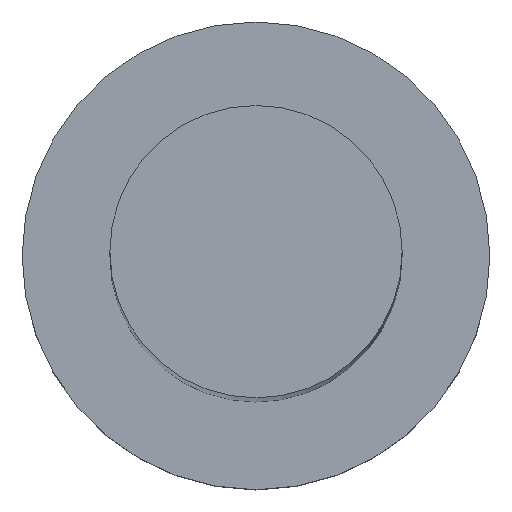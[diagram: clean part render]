
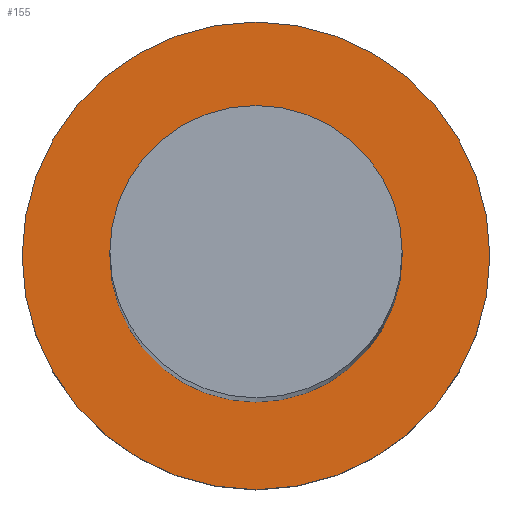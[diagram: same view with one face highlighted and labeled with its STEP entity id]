
A CAD part, top view. The second image highlights one B-rep face of the part: STEP entity #155.
In plain terms, the highlighted planar face has unit normal (0, 0, 1).
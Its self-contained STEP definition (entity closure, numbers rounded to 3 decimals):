
#4 = DIRECTION ( 'NONE',  ( 1., 0., 0. ) ) ;
#5 = CARTESIAN_POINT ( 'NONE',  ( -5., 0., 5. ) ) ;
#13 = AXIS2_PLACEMENT_3D ( 'NONE', #28, #238, #243 ) ;
#14 = EDGE_CURVE ( 'NONE', #219, #202, #179, .T. ) ;
#24 = CARTESIAN_POINT ( 'NONE',  ( 0., 0., 5. ) ) ;
#28 = CARTESIAN_POINT ( 'NONE',  ( 0., 0., 5. ) ) ;
#38 = ORIENTED_EDGE ( 'NONE', *, *, #239, .T. ) ;
#43 = VERTEX_POINT ( 'NONE', #86 ) ;
#44 = DIRECTION ( 'NONE',  ( 0., 0., 1. ) ) ;
#45 = CIRCLE ( 'NONE', #193, 5. ) ;
#47 = PLANE ( 'NONE',  #230 ) ;
#52 = CIRCLE ( 'NONE', #113, 8. ) ;
#53 = FACE_OUTER_BOUND ( 'NONE', #78, .T. ) ;
#67 = CARTESIAN_POINT ( 'NONE',  ( 5., 0., 5. ) ) ;
#69 = CARTESIAN_POINT ( 'NONE',  ( 0., 0., 5. ) ) ;
#71 = DIRECTION ( 'NONE',  ( 0., 0., 1. ) ) ;
#73 = CIRCLE ( 'NONE', #13, 8. ) ;
#78 = EDGE_LOOP ( 'NONE', ( #38, #250 ) ) ;
#81 = DIRECTION ( 'NONE',  ( 0., 0., 1. ) ) ;
#86 = CARTESIAN_POINT ( 'NONE',  ( -8., 0., 5. ) ) ;
#104 = CARTESIAN_POINT ( 'NONE',  ( 0., 0., 5. ) ) ;
#113 = AXIS2_PLACEMENT_3D ( 'NONE', #24, #44, #145 ) ;
#135 = EDGE_LOOP ( 'NONE', ( #233, #156 ) ) ;
#143 = CARTESIAN_POINT ( 'NONE',  ( 8., 0., 5. ) ) ;
#144 = EDGE_CURVE ( 'NONE', #184, #43, #52, .T. ) ;
#145 = DIRECTION ( 'NONE',  ( 1., 0., 0. ) ) ;
#155 = ADVANCED_FACE ( 'NONE', ( #241, #53 ), #47, .T. ) ;
#156 = ORIENTED_EDGE ( 'NONE', *, *, #196, .F. ) ;
#179 = CIRCLE ( 'NONE', #244, 5. ) ;
#183 = CARTESIAN_POINT ( 'NONE',  ( 0., 0., 5. ) ) ;
#184 = VERTEX_POINT ( 'NONE', #143 ) ;
#193 = AXIS2_PLACEMENT_3D ( 'NONE', #69, #71, #194 ) ;
#194 = DIRECTION ( 'NONE',  ( 1., 0., 0. ) ) ;
#196 = EDGE_CURVE ( 'NONE', #202, #219, #45, .T. ) ;
#202 = VERTEX_POINT ( 'NONE', #67 ) ;
#204 = DIRECTION ( 'NONE',  ( 1., 0., 0. ) ) ;
#219 = VERTEX_POINT ( 'NONE', #5 ) ;
#224 = DIRECTION ( 'NONE',  ( 0., 0., 1. ) ) ;
#230 = AXIS2_PLACEMENT_3D ( 'NONE', #104, #224, #4 ) ;
#233 = ORIENTED_EDGE ( 'NONE', *, *, #14, .F. ) ;
#238 = DIRECTION ( 'NONE',  ( 0., 0., 1. ) ) ;
#239 = EDGE_CURVE ( 'NONE', #43, #184, #73, .T. ) ;
#241 = FACE_BOUND ( 'NONE', #135, .T. ) ;
#243 = DIRECTION ( 'NONE',  ( 1., 0., 0. ) ) ;
#244 = AXIS2_PLACEMENT_3D ( 'NONE', #183, #81, #204 ) ;
#250 = ORIENTED_EDGE ( 'NONE', *, *, #144, .T. ) ;
